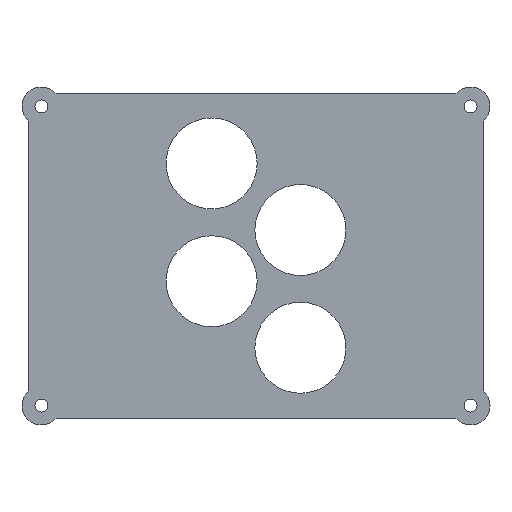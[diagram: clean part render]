
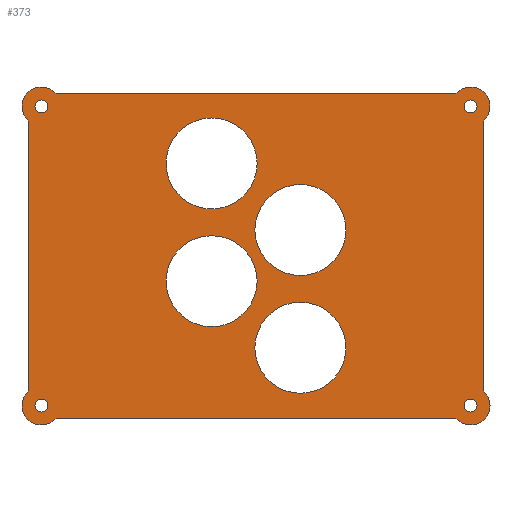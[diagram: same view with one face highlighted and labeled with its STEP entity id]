
A CAD part, front view. The second image highlights one B-rep face of the part: STEP entity #373.
In plain terms, the highlighted planar face has unit normal (0, -1, 0).
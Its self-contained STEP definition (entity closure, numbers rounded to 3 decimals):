
#31=PLANE('',#417);
#34=LINE('',#612,#54);
#38=LINE('',#624,#58);
#42=LINE('',#636,#62);
#46=LINE('',#647,#66);
#54=VECTOR('',#490,61.528);
#58=VECTOR('',#502,41.528);
#62=VECTOR('',#514,61.528);
#66=VECTOR('',#526,41.528);
#88=FACE_BOUND('',#148,.T.);
#89=FACE_BOUND('',#149,.T.);
#90=FACE_BOUND('',#150,.T.);
#91=FACE_BOUND('',#151,.T.);
#92=FACE_BOUND('',#152,.T.);
#93=FACE_BOUND('',#153,.T.);
#94=FACE_BOUND('',#154,.T.);
#95=FACE_BOUND('',#155,.T.);
#113=FACE_OUTER_BOUND('',#147,.T.);
#147=EDGE_LOOP('',(#328,#329,#330,#331,#332,#333,#334,#335));
#148=EDGE_LOOP('',(#336));
#149=EDGE_LOOP('',(#337));
#150=EDGE_LOOP('',(#338));
#151=EDGE_LOOP('',(#339));
#152=EDGE_LOOP('',(#340));
#153=EDGE_LOOP('',(#341));
#154=EDGE_LOOP('',(#342));
#155=EDGE_LOOP('',(#343));
#157=CIRCLE('',#378,7.);
#159=CIRCLE('',#381,7.);
#161=CIRCLE('',#384,7.);
#163=CIRCLE('',#387,7.);
#165=CIRCLE('',#390,1.);
#167=CIRCLE('',#393,1.);
#169=CIRCLE('',#396,1.);
#171=CIRCLE('',#399,1.);
#172=CIRCLE('',#401,3.);
#174=CIRCLE('',#405,3.);
#176=CIRCLE('',#409,3.);
#178=CIRCLE('',#413,3.);
#193=VERTEX_POINT('',#564);
#195=VERTEX_POINT('',#569);
#197=VERTEX_POINT('',#574);
#199=VERTEX_POINT('',#579);
#201=VERTEX_POINT('',#584);
#203=VERTEX_POINT('',#589);
#205=VERTEX_POINT('',#594);
#207=VERTEX_POINT('',#599);
#208=VERTEX_POINT('',#602);
#209=VERTEX_POINT('',#603);
#212=VERTEX_POINT('',#611);
#214=VERTEX_POINT('',#617);
#216=VERTEX_POINT('',#623);
#218=VERTEX_POINT('',#629);
#220=VERTEX_POINT('',#635);
#222=VERTEX_POINT('',#641);
#225=EDGE_CURVE('',#193,#193,#157,.T.);
#227=EDGE_CURVE('',#195,#195,#159,.T.);
#229=EDGE_CURVE('',#197,#197,#161,.T.);
#231=EDGE_CURVE('',#199,#199,#163,.T.);
#233=EDGE_CURVE('',#201,#201,#165,.T.);
#235=EDGE_CURVE('',#203,#203,#167,.T.);
#237=EDGE_CURVE('',#205,#205,#169,.T.);
#239=EDGE_CURVE('',#207,#207,#171,.T.);
#240=EDGE_CURVE('',#208,#209,#172,.T.);
#244=EDGE_CURVE('',#212,#208,#34,.T.);
#247=EDGE_CURVE('',#214,#212,#174,.T.);
#250=EDGE_CURVE('',#216,#214,#38,.T.);
#253=EDGE_CURVE('',#218,#216,#176,.T.);
#256=EDGE_CURVE('',#220,#218,#42,.T.);
#259=EDGE_CURVE('',#222,#220,#178,.T.);
#262=EDGE_CURVE('',#209,#222,#46,.T.);
#328=ORIENTED_EDGE('',*,*,#262,.F.);
#329=ORIENTED_EDGE('',*,*,#240,.F.);
#330=ORIENTED_EDGE('',*,*,#244,.F.);
#331=ORIENTED_EDGE('',*,*,#247,.F.);
#332=ORIENTED_EDGE('',*,*,#250,.F.);
#333=ORIENTED_EDGE('',*,*,#253,.F.);
#334=ORIENTED_EDGE('',*,*,#256,.F.);
#335=ORIENTED_EDGE('',*,*,#259,.F.);
#336=ORIENTED_EDGE('',*,*,#225,.T.);
#337=ORIENTED_EDGE('',*,*,#227,.T.);
#338=ORIENTED_EDGE('',*,*,#229,.T.);
#339=ORIENTED_EDGE('',*,*,#231,.T.);
#340=ORIENTED_EDGE('',*,*,#233,.T.);
#341=ORIENTED_EDGE('',*,*,#235,.T.);
#342=ORIENTED_EDGE('',*,*,#237,.T.);
#343=ORIENTED_EDGE('',*,*,#239,.T.);
#373=ADVANCED_FACE('',(#113,#88,#89,#90,#91,#92,#93,#94,#95),#31,.T.);
#378=AXIS2_PLACEMENT_3D('',#565,#436,#437);
#381=AXIS2_PLACEMENT_3D('',#570,#442,#443);
#384=AXIS2_PLACEMENT_3D('',#575,#448,#449);
#387=AXIS2_PLACEMENT_3D('',#580,#454,#455);
#390=AXIS2_PLACEMENT_3D('',#585,#460,#461);
#393=AXIS2_PLACEMENT_3D('',#590,#466,#467);
#396=AXIS2_PLACEMENT_3D('',#595,#472,#473);
#399=AXIS2_PLACEMENT_3D('',#600,#478,#479);
#401=AXIS2_PLACEMENT_3D('',#604,#482,#483);
#405=AXIS2_PLACEMENT_3D('',#618,#495,#496);
#409=AXIS2_PLACEMENT_3D('',#630,#507,#508);
#413=AXIS2_PLACEMENT_3D('',#642,#519,#520);
#417=AXIS2_PLACEMENT_3D('',#650,#530,#531);
#436=DIRECTION('center_axis',(0.,1.,0.));
#437=DIRECTION('ref_axis',(1.,0.,0.));
#442=DIRECTION('center_axis',(0.,1.,0.));
#443=DIRECTION('ref_axis',(1.,0.,0.));
#448=DIRECTION('center_axis',(0.,1.,0.));
#449=DIRECTION('ref_axis',(1.,0.,0.));
#454=DIRECTION('center_axis',(0.,1.,0.));
#455=DIRECTION('ref_axis',(1.,0.,0.));
#460=DIRECTION('center_axis',(0.,1.,0.));
#461=DIRECTION('ref_axis',(1.,0.,0.));
#466=DIRECTION('center_axis',(0.,1.,0.));
#467=DIRECTION('ref_axis',(1.,0.,0.));
#472=DIRECTION('center_axis',(0.,1.,0.));
#473=DIRECTION('ref_axis',(1.,0.,0.));
#478=DIRECTION('center_axis',(0.,1.,0.));
#479=DIRECTION('ref_axis',(1.,0.,0.));
#482=DIRECTION('center_axis',(0.,1.,0.));
#483=DIRECTION('ref_axis',(0.745,0.,-0.667));
#490=DIRECTION('',(-1.,0.,0.));
#495=DIRECTION('center_axis',(0.,1.,0.));
#496=DIRECTION('ref_axis',(0.667,0.,0.745));
#502=DIRECTION('',(0.,0.,-1.));
#507=DIRECTION('center_axis',(0.,1.,0.));
#508=DIRECTION('ref_axis',(-0.745,0.,0.667));
#514=DIRECTION('',(1.,0.,0.));
#519=DIRECTION('center_axis',(0.,1.,0.));
#520=DIRECTION('ref_axis',(-0.667,0.,-0.745));
#526=DIRECTION('',(0.,0.,1.));
#530=DIRECTION('center_axis',(0.,-1.,0.));
#531=DIRECTION('ref_axis',(0.,0.,-1.));
#564=CARTESIAN_POINT('',(-48.826,0.,-28.88));
#565=CARTESIAN_POINT('Origin',(-41.826,0.,-28.88));
#569=CARTESIAN_POINT('',(-35.174,0.,-39.116));
#570=CARTESIAN_POINT('Origin',(-28.174,0.,-39.116));
#574=CARTESIAN_POINT('',(-35.174,0.,-21.));
#575=CARTESIAN_POINT('Origin',(-28.174,0.,-21.));
#579=CARTESIAN_POINT('',(-48.826,0.,-10.764));
#580=CARTESIAN_POINT('Origin',(-41.826,0.,-10.764));
#584=CARTESIAN_POINT('',(-3.,0.,-48.));
#585=CARTESIAN_POINT('Origin',(-2.,0.,-48.));
#589=CARTESIAN_POINT('',(-3.,0.,-2.));
#590=CARTESIAN_POINT('Origin',(-2.,0.,-2.));
#594=CARTESIAN_POINT('',(-69.,0.,-2.));
#595=CARTESIAN_POINT('Origin',(-68.,0.,-2.));
#599=CARTESIAN_POINT('',(-69.,0.,-48.));
#600=CARTESIAN_POINT('Origin',(-68.,0.,-48.));
#602=CARTESIAN_POINT('',(-65.764,0.,-50.));
#603=CARTESIAN_POINT('',(-70.,0.,-45.764));
#604=CARTESIAN_POINT('Origin',(-68.,0.,-48.));
#611=CARTESIAN_POINT('',(-4.236,0.,-50.));
#612=CARTESIAN_POINT('',(-4.236,0.,-50.));
#617=CARTESIAN_POINT('',(0.,0.,-45.764));
#618=CARTESIAN_POINT('Origin',(-2.,0.,-48.));
#623=CARTESIAN_POINT('',(0.,0.,-4.236));
#624=CARTESIAN_POINT('',(0.,0.,-4.236));
#629=CARTESIAN_POINT('',(-4.236,0.,0.));
#630=CARTESIAN_POINT('Origin',(-2.,0.,-2.));
#635=CARTESIAN_POINT('',(-65.764,0.,0.));
#636=CARTESIAN_POINT('',(-65.764,0.,0.));
#641=CARTESIAN_POINT('',(-70.,0.,-4.236));
#642=CARTESIAN_POINT('Origin',(-68.,0.,-2.));
#647=CARTESIAN_POINT('',(-70.,0.,-45.764));
#650=CARTESIAN_POINT('Origin',(-35.,0.,-25.));
